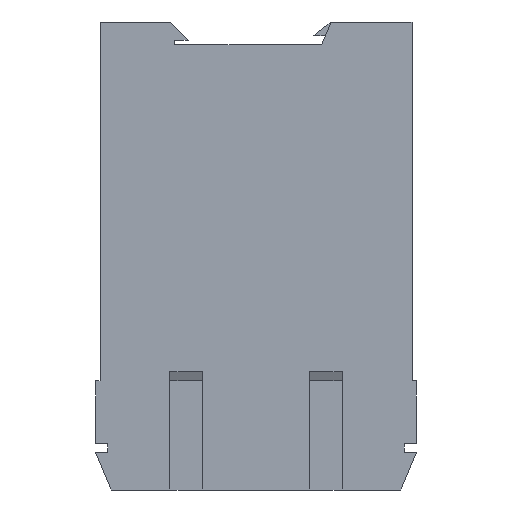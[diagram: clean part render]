
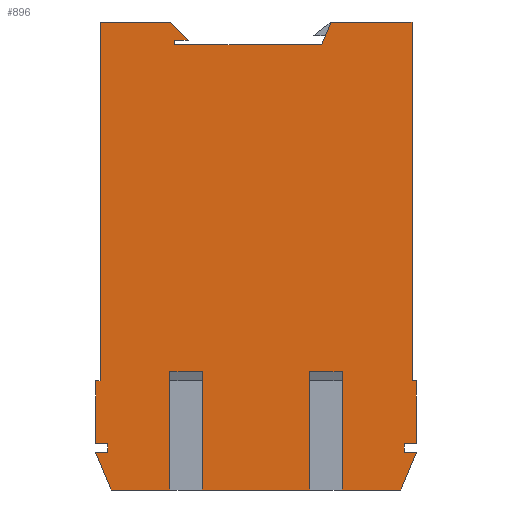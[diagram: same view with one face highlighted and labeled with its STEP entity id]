
A CAD part, front view. The second image highlights one B-rep face of the part: STEP entity #896.
In plain terms, the highlighted planar face has unit normal (0, -1, 0).
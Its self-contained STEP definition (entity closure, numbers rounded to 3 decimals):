
#73=DIRECTION('',(1.,0.,0.));
#74=VECTOR('',#73,7.2);
#75=CARTESIAN_POINT('',(16.7,0.,-78.5));
#76=LINE('',#75,#74);
#77=DIRECTION('',(-1.,0.,0.));
#78=VECTOR('',#77,13.2);
#79=CARTESIAN_POINT('',(16.7,0.,-105.));
#80=LINE('',#79,#78);
#81=DIRECTION('',(-0.385,0.,0.923));
#82=VECTOR('',#81,9.1);
#83=CARTESIAN_POINT('',(3.5,0.,-105.));
#84=LINE('',#83,#82);
#85=DIRECTION('',(1.,0.,0.));
#86=VECTOR('',#85,2.7);
#87=CARTESIAN_POINT('',(0.,0.,-96.6));
#88=LINE('',#87,#86);
#89=DIRECTION('',(0.,0.,1.));
#90=VECTOR('',#89,2.);
#91=CARTESIAN_POINT('',(2.7,0.,-96.6));
#92=LINE('',#91,#90);
#93=DIRECTION('',(-1.,0.,0.));
#94=VECTOR('',#93,2.7);
#95=CARTESIAN_POINT('',(2.7,0.,-94.6));
#96=LINE('',#95,#94);
#97=DIRECTION('',(0.,0.,1.));
#98=VECTOR('',#97,14.1);
#99=CARTESIAN_POINT('',(0.,0.,-94.6));
#100=LINE('',#99,#98);
#101=DIRECTION('',(1.,0.,0.));
#102=VECTOR('',#101,1.);
#103=CARTESIAN_POINT('',(0.,0.,-80.5));
#104=LINE('',#103,#102);
#105=DIRECTION('',(0.,0.,1.));
#106=VECTOR('',#105,80.5);
#107=CARTESIAN_POINT('',(1.,0.,-80.5));
#108=LINE('',#107,#106);
#109=DIRECTION('',(1.,0.,0.));
#110=VECTOR('',#109,15.8);
#111=CARTESIAN_POINT('',(1.,0.,0.));
#112=LINE('',#111,#110);
#113=DIRECTION('',(0.696,0.,-0.718));
#114=VECTOR('',#113,5.711);
#115=CARTESIAN_POINT('',(16.8,0.,0.));
#116=LINE('',#115,#114);
#117=DIRECTION('',(1.,0.,0.));
#118=VECTOR('',#117,3.03);
#119=CARTESIAN_POINT('',(17.745,0.,-4.1));
#120=LINE('',#119,#118);
#121=DIRECTION('',(0.,0.,1.));
#122=VECTOR('',#121,1.);
#123=CARTESIAN_POINT('',(17.745,0.,-5.1));
#124=LINE('',#123,#122);
#125=DIRECTION('',(1.,0.,0.));
#126=VECTOR('',#125,18.15);
#127=CARTESIAN_POINT('',(52.85,0.,0.));
#128=LINE('',#127,#126);
#129=DIRECTION('',(0.,0.,-1.));
#130=VECTOR('',#129,80.5);
#131=CARTESIAN_POINT('',(71.,0.,0.));
#132=LINE('',#131,#130);
#133=DIRECTION('',(1.,0.,0.));
#134=VECTOR('',#133,1.);
#135=CARTESIAN_POINT('',(71.,0.,-80.5));
#136=LINE('',#135,#134);
#137=DIRECTION('',(0.,0.,-1.));
#138=VECTOR('',#137,14.1);
#139=CARTESIAN_POINT('',(72.,0.,-80.5));
#140=LINE('',#139,#138);
#141=DIRECTION('',(-1.,0.,0.));
#142=VECTOR('',#141,2.7);
#143=CARTESIAN_POINT('',(72.,0.,-94.6));
#144=LINE('',#143,#142);
#145=DIRECTION('',(0.,0.,-1.));
#146=VECTOR('',#145,2.);
#147=CARTESIAN_POINT('',(69.3,0.,-94.6));
#148=LINE('',#147,#146);
#149=DIRECTION('',(1.,0.,0.));
#150=VECTOR('',#149,2.7);
#151=CARTESIAN_POINT('',(69.3,0.,-96.6));
#152=LINE('',#151,#150);
#153=DIRECTION('',(-0.385,0.,-0.923));
#154=VECTOR('',#153,9.1);
#155=CARTESIAN_POINT('',(72.,0.,-96.6));
#156=LINE('',#155,#154);
#157=DIRECTION('',(-1.,0.,0.));
#158=VECTOR('',#157,13.2);
#159=CARTESIAN_POINT('',(68.5,0.,-105.));
#160=LINE('',#159,#158);
#161=DIRECTION('',(1.,0.,0.));
#162=VECTOR('',#161,7.2);
#163=CARTESIAN_POINT('',(48.1,0.,-78.5));
#164=LINE('',#163,#162);
#165=DIRECTION('',(-1.,0.,0.));
#166=VECTOR('',#165,24.2);
#167=CARTESIAN_POINT('',(48.1,0.,-105.));
#168=LINE('',#167,#166);
#189=DIRECTION('',(0.,0.,-1.));
#190=VECTOR('',#189,26.5);
#191=CARTESIAN_POINT('',(23.9,0.,-78.5));
#192=LINE('',#191,#190);
#433=DIRECTION('',(-0.385,0.,-0.923));
#434=VECTOR('',#433,5.525);
#435=CARTESIAN_POINT('',(52.85,0.,0.));
#436=LINE('',#435,#434);
#485=DIRECTION('',(-1.,0.,0.));
#486=VECTOR('',#485,32.98);
#487=CARTESIAN_POINT('',(50.725,0.,-5.1));
#488=LINE('',#487,#486);
#609=DIRECTION('',(0.,0.,1.));
#610=VECTOR('',#609,26.5);
#611=CARTESIAN_POINT('',(16.7,0.,-105.));
#612=LINE('',#611,#610);
#613=DIRECTION('',(0.,0.,1.));
#614=VECTOR('',#613,26.5);
#615=CARTESIAN_POINT('',(48.1,0.,-105.));
#616=LINE('',#615,#614);
#637=DIRECTION('',(0.,0.,-1.));
#638=VECTOR('',#637,26.5);
#639=CARTESIAN_POINT('',(55.3,0.,-78.5));
#640=LINE('',#639,#638);
#641=CARTESIAN_POINT('',(71.,0.,0.));
#642=CARTESIAN_POINT('',(71.,0.,-80.5));
#643=VERTEX_POINT('',#641);
#644=VERTEX_POINT('',#642);
#645=CARTESIAN_POINT('',(72.,0.,-80.5));
#646=VERTEX_POINT('',#645);
#647=CARTESIAN_POINT('',(72.,0.,-94.6));
#648=VERTEX_POINT('',#647);
#649=CARTESIAN_POINT('',(69.3,0.,-94.6));
#650=VERTEX_POINT('',#649);
#651=CARTESIAN_POINT('',(69.3,0.,-96.6));
#652=VERTEX_POINT('',#651);
#653=CARTESIAN_POINT('',(72.,0.,-96.6));
#654=VERTEX_POINT('',#653);
#655=CARTESIAN_POINT('',(68.5,0.,-105.));
#656=VERTEX_POINT('',#655);
#657=CARTESIAN_POINT('',(3.5,0.,-105.));
#658=CARTESIAN_POINT('',(0.,0.,-96.6));
#659=VERTEX_POINT('',#657);
#660=VERTEX_POINT('',#658);
#661=CARTESIAN_POINT('',(2.7,0.,-96.6));
#662=VERTEX_POINT('',#661);
#663=CARTESIAN_POINT('',(2.7,0.,-94.6));
#664=VERTEX_POINT('',#663);
#665=CARTESIAN_POINT('',(0.,0.,-94.6));
#666=VERTEX_POINT('',#665);
#667=CARTESIAN_POINT('',(0.,0.,-80.5));
#668=VERTEX_POINT('',#667);
#669=CARTESIAN_POINT('',(1.,0.,-80.5));
#670=VERTEX_POINT('',#669);
#671=CARTESIAN_POINT('',(1.,0.,0.));
#672=VERTEX_POINT('',#671);
#673=CARTESIAN_POINT('',(16.8,0.,0.));
#674=VERTEX_POINT('',#673);
#723=CARTESIAN_POINT('',(52.85,0.,0.));
#724=VERTEX_POINT('',#723);
#737=CARTESIAN_POINT('',(50.725,0.,-5.1));
#739=VERTEX_POINT('',#737);
#741=CARTESIAN_POINT('',(17.745,0.,-5.1));
#742=CARTESIAN_POINT('',(17.745,0.,-4.1));
#743=VERTEX_POINT('',#741);
#744=VERTEX_POINT('',#742);
#745=CARTESIAN_POINT('',(20.775,0.,-4.1));
#746=VERTEX_POINT('',#745);
#769=CARTESIAN_POINT('',(55.3,0.,-105.));
#770=VERTEX_POINT('',#769);
#771=CARTESIAN_POINT('',(48.1,0.,-105.));
#772=VERTEX_POINT('',#771);
#777=CARTESIAN_POINT('',(48.1,0.,-78.5));
#778=CARTESIAN_POINT('',(55.3,0.,-78.5));
#779=VERTEX_POINT('',#777);
#780=VERTEX_POINT('',#778);
#785=CARTESIAN_POINT('',(16.7,0.,-105.));
#786=VERTEX_POINT('',#785);
#787=CARTESIAN_POINT('',(23.9,0.,-105.));
#788=VERTEX_POINT('',#787);
#793=CARTESIAN_POINT('',(16.7,0.,-78.5));
#794=CARTESIAN_POINT('',(23.9,0.,-78.5));
#795=VERTEX_POINT('',#793);
#796=VERTEX_POINT('',#794);
#829=CARTESIAN_POINT('',(0.,0.,0.));
#830=DIRECTION('',(0.,1.,0.));
#831=DIRECTION('',(1.,0.,0.));
#832=AXIS2_PLACEMENT_3D('',#829,#830,#831);
#833=PLANE('',#832);
#835=ORIENTED_EDGE('',*,*,#834,.F.);
#837=ORIENTED_EDGE('',*,*,#836,.F.);
#839=ORIENTED_EDGE('',*,*,#838,.T.);
#841=ORIENTED_EDGE('',*,*,#840,.T.);
#843=ORIENTED_EDGE('',*,*,#842,.T.);
#845=ORIENTED_EDGE('',*,*,#844,.T.);
#847=ORIENTED_EDGE('',*,*,#846,.T.);
#849=ORIENTED_EDGE('',*,*,#848,.T.);
#851=ORIENTED_EDGE('',*,*,#850,.T.);
#853=ORIENTED_EDGE('',*,*,#852,.T.);
#855=ORIENTED_EDGE('',*,*,#854,.T.);
#857=ORIENTED_EDGE('',*,*,#856,.T.);
#859=ORIENTED_EDGE('',*,*,#858,.F.);
#861=ORIENTED_EDGE('',*,*,#860,.F.);
#863=ORIENTED_EDGE('',*,*,#862,.F.);
#865=ORIENTED_EDGE('',*,*,#864,.F.);
#867=ORIENTED_EDGE('',*,*,#866,.T.);
#869=ORIENTED_EDGE('',*,*,#868,.T.);
#871=ORIENTED_EDGE('',*,*,#870,.T.);
#873=ORIENTED_EDGE('',*,*,#872,.T.);
#875=ORIENTED_EDGE('',*,*,#874,.T.);
#877=ORIENTED_EDGE('',*,*,#876,.T.);
#879=ORIENTED_EDGE('',*,*,#878,.T.);
#881=ORIENTED_EDGE('',*,*,#880,.T.);
#883=ORIENTED_EDGE('',*,*,#882,.T.);
#885=ORIENTED_EDGE('',*,*,#884,.F.);
#887=ORIENTED_EDGE('',*,*,#886,.F.);
#889=ORIENTED_EDGE('',*,*,#888,.F.);
#891=ORIENTED_EDGE('',*,*,#890,.T.);
#893=ORIENTED_EDGE('',*,*,#892,.F.);
#894=EDGE_LOOP('',(#835,#837,#839,#841,#843,#845,#847,#849,#851,#853,#855,#857,
#859,#861,#863,#865,#867,#869,#871,#873,#875,#877,#879,#881,#883,#885,#887,#889,
#891,#893));
#895=FACE_OUTER_BOUND('',#894,.F.);
#896=ADVANCED_FACE('',(#895),#833,.F.);
#834=EDGE_CURVE('',#795,#796,#76,.T.);
#836=EDGE_CURVE('',#786,#795,#612,.T.);
#838=EDGE_CURVE('',#786,#659,#80,.T.);
#840=EDGE_CURVE('',#659,#660,#84,.T.);
#842=EDGE_CURVE('',#660,#662,#88,.T.);
#844=EDGE_CURVE('',#662,#664,#92,.T.);
#846=EDGE_CURVE('',#664,#666,#96,.T.);
#848=EDGE_CURVE('',#666,#668,#100,.T.);
#850=EDGE_CURVE('',#668,#670,#104,.T.);
#852=EDGE_CURVE('',#670,#672,#108,.T.);
#854=EDGE_CURVE('',#672,#674,#112,.T.);
#856=EDGE_CURVE('',#674,#746,#116,.T.);
#858=EDGE_CURVE('',#744,#746,#120,.T.);
#860=EDGE_CURVE('',#743,#744,#124,.T.);
#862=EDGE_CURVE('',#739,#743,#488,.T.);
#864=EDGE_CURVE('',#724,#739,#436,.T.);
#866=EDGE_CURVE('',#724,#643,#128,.T.);
#868=EDGE_CURVE('',#643,#644,#132,.T.);
#870=EDGE_CURVE('',#644,#646,#136,.T.);
#872=EDGE_CURVE('',#646,#648,#140,.T.);
#874=EDGE_CURVE('',#648,#650,#144,.T.);
#876=EDGE_CURVE('',#650,#652,#148,.T.);
#878=EDGE_CURVE('',#652,#654,#152,.T.);
#880=EDGE_CURVE('',#654,#656,#156,.T.);
#882=EDGE_CURVE('',#656,#770,#160,.T.);
#884=EDGE_CURVE('',#780,#770,#640,.T.);
#886=EDGE_CURVE('',#779,#780,#164,.T.);
#888=EDGE_CURVE('',#772,#779,#616,.T.);
#890=EDGE_CURVE('',#772,#788,#168,.T.);
#892=EDGE_CURVE('',#796,#788,#192,.T.);
